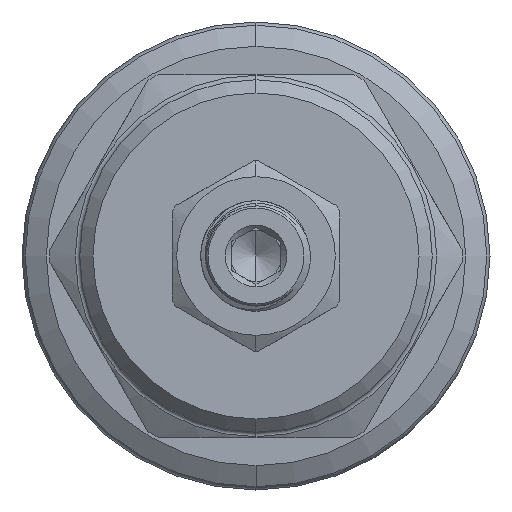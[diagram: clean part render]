
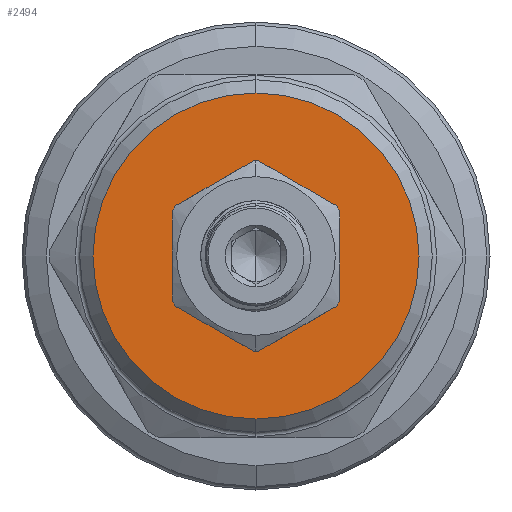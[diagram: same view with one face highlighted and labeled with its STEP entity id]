
A CAD part, left-side view. The second image highlights one B-rep face of the part: STEP entity #2494.
In plain terms, the highlighted planar face has unit normal (-1, 0, 0).
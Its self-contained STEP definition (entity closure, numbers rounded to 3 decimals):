
#30 = ORIENTED_EDGE ( 'NONE', *, *, #5335, .T. ) ;
#113 = VERTEX_POINT ( 'NONE', #8036 ) ;
#395 = DIRECTION ( 'NONE',  ( -1., 0., 0. ) ) ;
#803 = DIRECTION ( 'NONE',  ( 0., 0., 1. ) ) ;
#974 = VERTEX_POINT ( 'NONE', #1588 ) ;
#1410 = EDGE_LOOP ( 'NONE', ( #7396, #30 ) ) ;
#1588 = CARTESIAN_POINT ( 'NONE',  ( -20., 0., -9. ) ) ;
#2296 = DIRECTION ( 'NONE',  ( 0., 0., 1. ) ) ;
#2432 = EDGE_LOOP ( 'NONE', ( #7625, #3876 ) ) ;
#2494 = ADVANCED_FACE ( 'NONE', ( #4562, #8354 ), #13579, .T. ) ;
#2638 = CIRCLE ( 'NONE', #8454, 18.5 ) ;
#3155 = EDGE_CURVE ( 'NONE', #974, #10102, #5242, .T. ) ;
#3655 = VERTEX_POINT ( 'NONE', #7440 ) ;
#3876 = ORIENTED_EDGE ( 'NONE', *, *, #3155, .T. ) ;
#3913 = CARTESIAN_POINT ( 'NONE',  ( -20., 0., 0. ) ) ;
#4562 = FACE_BOUND ( 'NONE', #2432, .T. ) ;
#5066 = DIRECTION ( 'NONE',  ( 0., 0., 1. ) ) ;
#5237 = EDGE_CURVE ( 'NONE', #3655, #113, #2638, .T. ) ;
#5242 = CIRCLE ( 'NONE', #11076, 9. ) ;
#5335 = EDGE_CURVE ( 'NONE', #113, #3655, #8654, .T. ) ;
#5697 = AXIS2_PLACEMENT_3D ( 'NONE', #13787, #13740, #5066 ) ;
#6970 = DIRECTION ( 'NONE',  ( 0., 0., 1. ) ) ;
#7170 = CARTESIAN_POINT ( 'NONE',  ( -20., 0., 0. ) ) ;
#7396 = ORIENTED_EDGE ( 'NONE', *, *, #5237, .T. ) ;
#7440 = CARTESIAN_POINT ( 'NONE',  ( -20., 0., -18.5 ) ) ;
#7625 = ORIENTED_EDGE ( 'NONE', *, *, #11127, .T. ) ;
#7991 = CARTESIAN_POINT ( 'NONE',  ( -20., 0., 9. ) ) ;
#8036 = CARTESIAN_POINT ( 'NONE',  ( -20., 0., 18.5 ) ) ;
#8322 = DIRECTION ( 'NONE',  ( -1., 0., 0. ) ) ;
#8354 = FACE_OUTER_BOUND ( 'NONE', #1410, .T. ) ;
#8432 = DIRECTION ( 'NONE',  ( 1., 0., 0. ) ) ;
#8454 = AXIS2_PLACEMENT_3D ( 'NONE', #9171, #395, #6970 ) ;
#8609 = AXIS2_PLACEMENT_3D ( 'NONE', #8874, #8918, #2296 ) ;
#8654 = CIRCLE ( 'NONE', #5697, 18.5 ) ;
#8874 = CARTESIAN_POINT ( 'NONE',  ( -20., 0., 0. ) ) ;
#8918 = DIRECTION ( 'NONE',  ( 1., 0., 0. ) ) ;
#9171 = CARTESIAN_POINT ( 'NONE',  ( -20., 0., 0. ) ) ;
#10102 = VERTEX_POINT ( 'NONE', #7991 ) ;
#10577 = DIRECTION ( 'NONE',  ( 0., 0., 1. ) ) ;
#11076 = AXIS2_PLACEMENT_3D ( 'NONE', #3913, #8432, #803 ) ;
#11127 = EDGE_CURVE ( 'NONE', #10102, #974, #13855, .T. ) ;
#13579 = PLANE ( 'NONE',  #14094 ) ;
#13740 = DIRECTION ( 'NONE',  ( -1., 0., 0. ) ) ;
#13787 = CARTESIAN_POINT ( 'NONE',  ( -20., 0., 0. ) ) ;
#13855 = CIRCLE ( 'NONE', #8609, 9. ) ;
#14094 = AXIS2_PLACEMENT_3D ( 'NONE', #7170, #8322, #10577 ) ;
